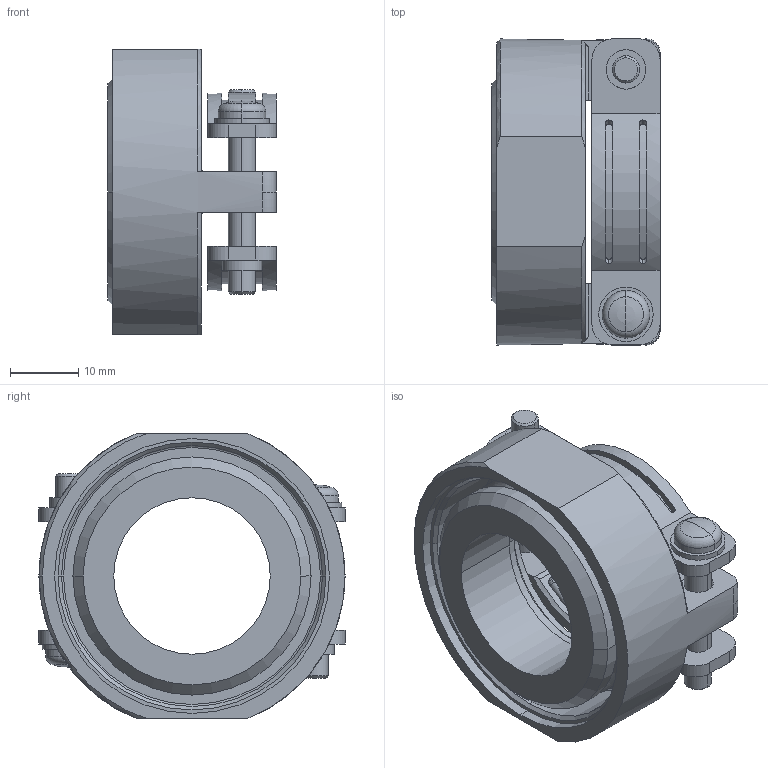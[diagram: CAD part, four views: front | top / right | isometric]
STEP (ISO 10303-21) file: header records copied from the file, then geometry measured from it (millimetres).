
FILE_DESCRIPTION(('CoCreate Modeling STEP Export'),'2;1');
FILE_NAME('EM35WCC-23.stp','2011-06-06T16:40:49',(''),(''),'CoCreate Modeling STEP processor for AP214 (Solid Model)','CoCreate Modeling 17.0 01-Apr-2010 (C) Parametric Technology GmbH','');
FILE_SCHEMA(('AUTOMOTIVE_DESIGN { 1 0 10303 214 1 1 1 1 }'));
Length unit declared in the file: millimetre
Products named in the file (1): EM35WCC-23
Bounding box: 24.7 x 45 x 42 mm (x, y, z)
Volume: 15633.5 mm3; surface area: 11512.9 mm2
Topology: 1 solids, 1 shells, 285 faces, 708 edges, 448 vertices
Faces by surface type: cylinder 116, plane 67, bspline 48, cone 30, torus 20, sphere 4
Entity records: 13744 total; most frequent: CARTESIAN_POINT 7853, ORIENTED_EDGE 1408, DIRECTION 925, EDGE_CURVE 704, VERTEX_POINT 448, AXIS2_PLACEMENT_3D 349, EDGE_LOOP 318, FACE_OUTER_BOUND 285
